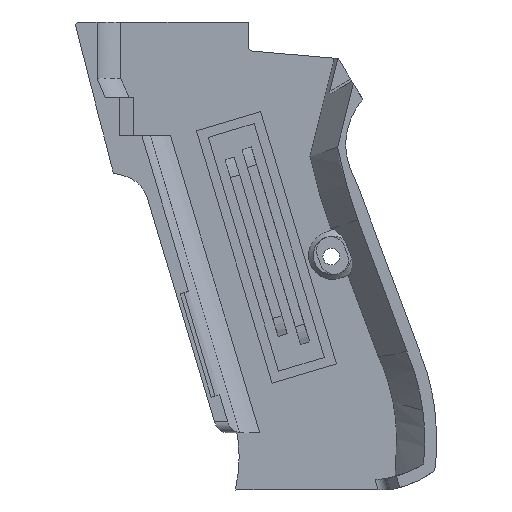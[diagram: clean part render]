
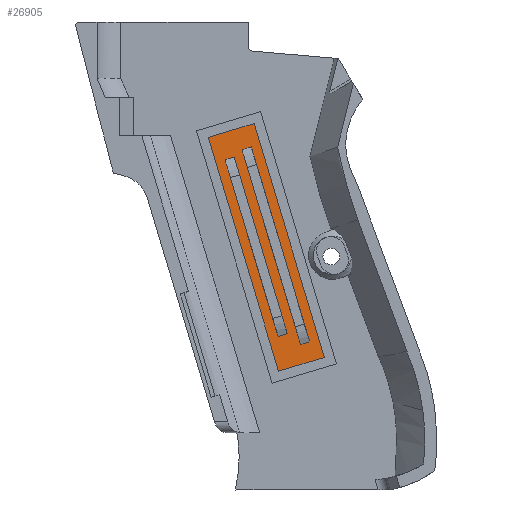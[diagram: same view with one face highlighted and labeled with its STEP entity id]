
A CAD part, front view. The second image highlights one B-rep face of the part: STEP entity #26905.
In plain terms, the highlighted planar face has unit normal (0, -1, 0).
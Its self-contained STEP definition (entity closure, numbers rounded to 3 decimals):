
#6505=ORIENTED_EDGE('',*,*,#10972,.T.);
#6506=ORIENTED_EDGE('',*,*,#10973,.T.);
#6507=ORIENTED_EDGE('',*,*,#10974,.T.);
#6508=ORIENTED_EDGE('',*,*,#10975,.T.);
#6509=ORIENTED_EDGE('',*,*,#10963,.T.);
#6510=ORIENTED_EDGE('',*,*,#10961,.T.);
#6511=ORIENTED_EDGE('',*,*,#10959,.T.);
#6512=ORIENTED_EDGE('',*,*,#10957,.T.);
#6513=ORIENTED_EDGE('',*,*,#10955,.T.);
#6514=ORIENTED_EDGE('',*,*,#10953,.T.);
#6515=ORIENTED_EDGE('',*,*,#10951,.T.);
#6516=ORIENTED_EDGE('',*,*,#10949,.T.);
#10949=EDGE_CURVE('',#13467,#13466,#16887,.T.);
#10951=EDGE_CURVE('',#13468,#13467,#16888,.T.);
#10953=EDGE_CURVE('',#13469,#13468,#16889,.T.);
#10955=EDGE_CURVE('',#13466,#13469,#16890,.T.);
#10957=EDGE_CURVE('',#13471,#13470,#16891,.T.);
#10959=EDGE_CURVE('',#13472,#13471,#16892,.T.);
#10961=EDGE_CURVE('',#13473,#13472,#16893,.T.);
#10963=EDGE_CURVE('',#13470,#13473,#16894,.T.);
#10972=EDGE_CURVE('',#13482,#13483,#16899,.T.);
#10973=EDGE_CURVE('',#13483,#13484,#16900,.T.);
#10974=EDGE_CURVE('',#13484,#13485,#16901,.T.);
#10975=EDGE_CURVE('',#13485,#13482,#16902,.T.);
#13466=VERTEX_POINT('',#42256);
#13467=VERTEX_POINT('',#42258);
#13468=VERTEX_POINT('',#42262);
#13469=VERTEX_POINT('',#42266);
#13470=VERTEX_POINT('',#42272);
#13471=VERTEX_POINT('',#42274);
#13472=VERTEX_POINT('',#42278);
#13473=VERTEX_POINT('',#42282);
#13482=VERTEX_POINT('',#42305);
#13483=VERTEX_POINT('',#42306);
#13484=VERTEX_POINT('',#42308);
#13485=VERTEX_POINT('',#42310);
#16887=LINE('',#42257,#20230);
#16888=LINE('',#42261,#20231);
#16889=LINE('',#42265,#20232);
#16890=LINE('',#42269,#20233);
#16891=LINE('',#42273,#20234);
#16892=LINE('',#42277,#20235);
#16893=LINE('',#42281,#20236);
#16894=LINE('',#42285,#20237);
#16899=LINE('',#42304,#20242);
#16900=LINE('',#42307,#20243);
#16901=LINE('',#42309,#20244);
#16902=LINE('',#42311,#20245);
#20230=VECTOR('',#34698,1000.);
#20231=VECTOR('',#34703,1000.);
#20232=VECTOR('',#34708,1000.);
#20233=VECTOR('',#34713,1000.);
#20234=VECTOR('',#34718,1000.);
#20235=VECTOR('',#34723,1000.);
#20236=VECTOR('',#34728,1000.);
#20237=VECTOR('',#34733,1000.);
#20242=VECTOR('',#34750,1000.);
#20243=VECTOR('',#34751,1000.);
#20244=VECTOR('',#34752,1000.);
#20245=VECTOR('',#34753,1000.);
#22057=EDGE_LOOP('',(#6505,#6506,#6507,#6508));
#22058=EDGE_LOOP('',(#6509,#6510,#6511,#6512));
#22059=EDGE_LOOP('',(#6513,#6514,#6515,#6516));
#23836=FACE_BOUND('',#22057,.T.);
#23837=FACE_BOUND('',#22058,.T.);
#23838=FACE_BOUND('',#22059,.T.);
#25470=PLANE('',#28540);
#26905=ADVANCED_FACE('',(#23836,#23837,#23838),#25470,.T.);
#28540=AXIS2_PLACEMENT_3D('',#42303,#34748,#34749);
#34698=DIRECTION('',(-0.288,0.,0.958));
#34703=DIRECTION('',(-0.958,0.,-0.288));
#34708=DIRECTION('',(0.288,0.,-0.958));
#34713=DIRECTION('',(0.958,0.,0.288));
#34718=DIRECTION('',(-0.958,0.,-0.288));
#34723=DIRECTION('',(0.288,0.,-0.958));
#34728=DIRECTION('',(0.958,0.,0.288));
#34733=DIRECTION('',(-0.288,0.,0.958));
#34748=DIRECTION('',(0.,-1.,0.));
#34749=DIRECTION('',(-1.,0.,0.));
#34750=DIRECTION('',(0.288,0.,-0.958));
#34751=DIRECTION('',(0.958,0.,0.288));
#34752=DIRECTION('',(-0.288,0.,0.958));
#34753=DIRECTION('',(-0.958,0.,-0.288));
#42256=CARTESIAN_POINT('',(128.633,12.2,-36.168));
#42257=CARTESIAN_POINT('',(140.857,12.2,-76.872));
#42258=CARTESIAN_POINT('',(140.857,12.2,-76.872));
#42261=CARTESIAN_POINT('',(142.772,12.2,-76.297));
#42262=CARTESIAN_POINT('',(142.772,12.2,-76.297));
#42265=CARTESIAN_POINT('',(130.549,12.2,-35.593));
#42266=CARTESIAN_POINT('',(130.549,12.2,-35.593));
#42269=CARTESIAN_POINT('',(128.633,12.2,-36.168));
#42272=CARTESIAN_POINT('',(136.163,12.2,-75.149));
#42273=CARTESIAN_POINT('',(138.079,12.2,-74.574));
#42274=CARTESIAN_POINT('',(138.079,12.2,-74.574));
#42277=CARTESIAN_POINT('',(127.005,12.2,-37.701));
#42278=CARTESIAN_POINT('',(127.005,12.2,-37.701));
#42281=CARTESIAN_POINT('',(125.09,12.2,-38.276));
#42282=CARTESIAN_POINT('',(125.09,12.2,-38.276));
#42285=CARTESIAN_POINT('',(136.163,12.2,-75.149));
#42303=CARTESIAN_POINT('',(112.964,12.2,-25.));
#42304=CARTESIAN_POINT('',(121.592,12.2,-33.584));
#42305=CARTESIAN_POINT('',(121.592,12.2,-33.584));
#42306=CARTESIAN_POINT('',(136.261,12.2,-82.429));
#42307=CARTESIAN_POINT('',(136.261,12.2,-82.429));
#42308=CARTESIAN_POINT('',(145.838,12.2,-79.553));
#42309=CARTESIAN_POINT('',(145.838,12.2,-79.553));
#42310=CARTESIAN_POINT('',(131.17,12.2,-30.707));
#42311=CARTESIAN_POINT('',(131.17,12.2,-30.707));
